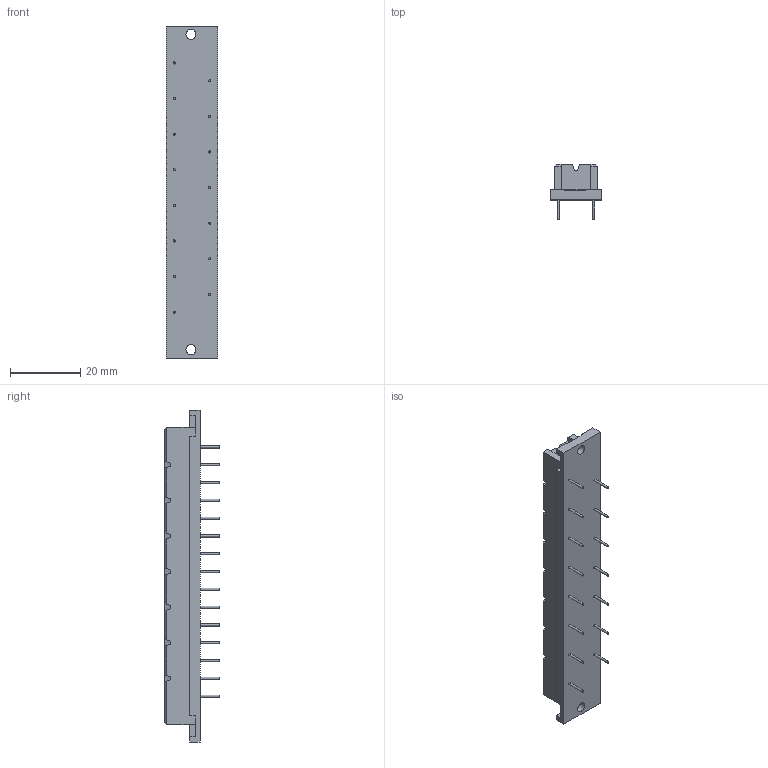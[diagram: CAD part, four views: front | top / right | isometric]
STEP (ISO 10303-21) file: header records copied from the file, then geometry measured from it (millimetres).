
FILE_DESCRIPTION(/* description */ (''),/* implementation_level */ '2;1');
FILE_NAME(/* name */ '100083283ugm000_b.stp',/* time_stamp */ '2016-11-15T11:10:21+01:00',/* author */ (''),/* organization */ (''),/* preprocessor_version */ 'ST-DEVELOPER v16',/* originating_system */ 'SIEMENS PLM Software NX 10.0',/* authorisation */ '');
FILE_SCHEMA (('AUTOMOTIVE_DESIGN { 1 0 10303 214 3 1 1 1 }'));
Length unit declared in the file: millimetre
Products named in the file (1): 100083283ugm000_b
Bounding box: 14.7 x 15.6 x 94.75 mm (x, y, z)
Volume: 10673.5 mm3; surface area: 5517 mm2
Topology: 1 solids, 1 shells, 233 faces, 599 edges, 400 vertices
Faces by surface type: plane 216, cylinder 17
Full cylindrical faces by diameter (mm): 0.6 x15, 2.85 x2
Entity records: 8348 total; most frequent: CARTESIAN_POINT 1216, ORIENTED_EDGE 1164, DIRECTION 1084, EDGE_CURVE 582, LINE 548, VECTOR 548, VERTEX_POINT 398, EDGE_LOOP 284
